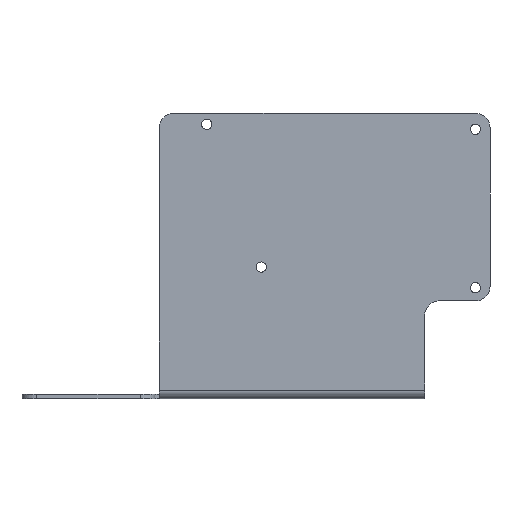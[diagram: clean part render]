
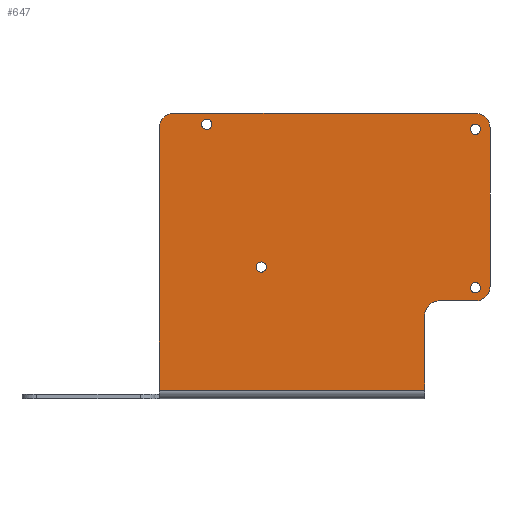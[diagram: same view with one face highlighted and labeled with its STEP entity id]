
A CAD part, front view. The second image highlights one B-rep face of the part: STEP entity #647.
In plain terms, the highlighted planar face has unit normal (0, -1, 0).
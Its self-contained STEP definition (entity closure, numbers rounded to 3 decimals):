
#19=FACE_BOUND('',#97,.T.);
#20=FACE_BOUND('',#98,.T.);
#21=FACE_BOUND('',#99,.T.);
#22=FACE_BOUND('',#100,.T.);
#36=PLANE('',#714);
#62=FACE_OUTER_BOUND('',#96,.T.);
#96=EDGE_LOOP('',(#482,#483,#484,#485,#486,#487,#488,#489,#490,#491));
#97=EDGE_LOOP('',(#492));
#98=EDGE_LOOP('',(#493));
#99=EDGE_LOOP('',(#494));
#100=EDGE_LOOP('',(#495));
#141=LINE('',#996,#199);
#145=LINE('',#1008,#203);
#149=LINE('',#1022,#207);
#152=LINE('',#1035,#210);
#153=LINE('',#1037,#211);
#154=LINE('',#1038,#212);
#199=VECTOR('',#798,10.);
#203=VECTOR('',#810,10.);
#207=VECTOR('',#822,10.);
#210=VECTOR('',#839,10.);
#211=VECTOR('',#840,10.);
#212=VECTOR('',#841,2.16);
#251=CIRCLE('',#689,1.75);
#253=CIRCLE('',#692,1.75);
#255=CIRCLE('',#695,1.75);
#257=CIRCLE('',#698,1.75);
#259=CIRCLE('',#702,5.);
#261=CIRCLE('',#706,5.);
#262=CIRCLE('',#709,5.);
#264=CIRCLE('',#712,5.);
#287=VERTEX_POINT('',#967);
#289=VERTEX_POINT('',#973);
#291=VERTEX_POINT('',#979);
#293=VERTEX_POINT('',#985);
#295=VERTEX_POINT('',#990);
#297=VERTEX_POINT('',#994);
#299=VERTEX_POINT('',#1000);
#301=VERTEX_POINT('',#1006);
#304=VERTEX_POINT('',#1013);
#305=VERTEX_POINT('',#1015);
#306=VERTEX_POINT('',#1019);
#308=VERTEX_POINT('',#1028);
#310=VERTEX_POINT('',#1034);
#311=VERTEX_POINT('',#1036);
#348=EDGE_CURVE('',#287,#287,#251,.T.);
#351=EDGE_CURVE('',#289,#289,#253,.T.);
#354=EDGE_CURVE('',#291,#291,#255,.T.);
#357=EDGE_CURVE('',#293,#293,#257,.T.);
#361=EDGE_CURVE('',#295,#297,#141,.T.);
#364=EDGE_CURVE('',#299,#297,#259,.T.);
#367=EDGE_CURVE('',#301,#299,#145,.T.);
#370=EDGE_CURVE('',#304,#305,#261,.T.);
#373=EDGE_CURVE('',#304,#306,#149,.T.);
#375=EDGE_CURVE('',#295,#306,#262,.T.);
#377=EDGE_CURVE('',#308,#301,#264,.T.);
#380=EDGE_CURVE('',#308,#310,#152,.T.);
#381=EDGE_CURVE('',#310,#311,#153,.T.);
#382=EDGE_CURVE('',#311,#305,#154,.T.);
#482=ORIENTED_EDGE('',*,*,#375,.F.);
#483=ORIENTED_EDGE('',*,*,#361,.T.);
#484=ORIENTED_EDGE('',*,*,#364,.F.);
#485=ORIENTED_EDGE('',*,*,#367,.F.);
#486=ORIENTED_EDGE('',*,*,#377,.F.);
#487=ORIENTED_EDGE('',*,*,#380,.T.);
#488=ORIENTED_EDGE('',*,*,#381,.T.);
#489=ORIENTED_EDGE('',*,*,#382,.T.);
#490=ORIENTED_EDGE('',*,*,#370,.F.);
#491=ORIENTED_EDGE('',*,*,#373,.T.);
#492=ORIENTED_EDGE('',*,*,#348,.T.);
#493=ORIENTED_EDGE('',*,*,#351,.T.);
#494=ORIENTED_EDGE('',*,*,#354,.T.);
#495=ORIENTED_EDGE('',*,*,#357,.T.);
#647=ADVANCED_FACE('',(#62,#19,#20,#21,#22),#36,.T.);
#689=AXIS2_PLACEMENT_3D('',#969,#770,#771);
#692=AXIS2_PLACEMENT_3D('',#975,#777,#778);
#695=AXIS2_PLACEMENT_3D('',#981,#784,#785);
#698=AXIS2_PLACEMENT_3D('',#987,#791,#792);
#702=AXIS2_PLACEMENT_3D('',#1002,#804,#805);
#706=AXIS2_PLACEMENT_3D('',#1016,#816,#817);
#709=AXIS2_PLACEMENT_3D('',#1025,#826,#827);
#712=AXIS2_PLACEMENT_3D('',#1029,#832,#833);
#714=AXIS2_PLACEMENT_3D('',#1033,#837,#838);
#770=DIRECTION('center_axis',(0.,1.,0.));
#771=DIRECTION('ref_axis',(1.,0.,0.));
#777=DIRECTION('center_axis',(0.,1.,0.));
#778=DIRECTION('ref_axis',(1.,0.,0.));
#784=DIRECTION('center_axis',(0.,1.,0.));
#785=DIRECTION('ref_axis',(1.,0.,0.));
#791=DIRECTION('center_axis',(0.,1.,0.));
#792=DIRECTION('ref_axis',(1.,0.,0.));
#798=DIRECTION('',(0.,0.,1.));
#804=DIRECTION('center_axis',(0.,1.,0.));
#805=DIRECTION('ref_axis',(0.707,0.,0.707));
#810=DIRECTION('',(1.,0.,0.));
#816=DIRECTION('center_axis',(0.,-1.,0.));
#817=DIRECTION('ref_axis',(-0.707,0.,0.707));
#822=DIRECTION('',(1.,0.,0.));
#826=DIRECTION('center_axis',(0.,1.,0.));
#827=DIRECTION('ref_axis',(0.707,0.,-0.707));
#832=DIRECTION('center_axis',(0.,1.,0.));
#833=DIRECTION('ref_axis',(-0.707,0.,0.707));
#837=DIRECTION('center_axis',(0.,-1.,0.));
#838=DIRECTION('ref_axis',(-1.,0.,0.));
#839=DIRECTION('',(0.,0.,-1.));
#840=DIRECTION('',(1.,0.,0.));
#841=DIRECTION('',(0.,0.,1.));
#967=CARTESIAN_POINT('',(448.247,93.779,22.7));
#969=CARTESIAN_POINT('Origin',(449.997,93.779,22.7));
#973=CARTESIAN_POINT('',(374.747,93.779,29.8));
#975=CARTESIAN_POINT('Origin',(376.497,93.779,29.8));
#979=CARTESIAN_POINT('',(448.247,93.779,77.1));
#981=CARTESIAN_POINT('Origin',(449.997,93.779,77.1));
#985=CARTESIAN_POINT('',(356.047,93.779,78.8));
#987=CARTESIAN_POINT('Origin',(357.797,93.779,78.8));
#990=CARTESIAN_POINT('',(454.997,93.779,23.2));
#994=CARTESIAN_POINT('',(454.997,93.779,77.603));
#996=CARTESIAN_POINT('',(454.997,93.779,66.503));
#1000=CARTESIAN_POINT('',(449.997,93.779,82.603));
#1002=CARTESIAN_POINT('Origin',(449.997,93.779,77.603));
#1006=CARTESIAN_POINT('',(346.497,93.779,82.603));
#1008=CARTESIAN_POINT('',(432.6,93.779,82.603));
#1013=CARTESIAN_POINT('',(437.6,93.779,18.2));
#1015=CARTESIAN_POINT('',(432.6,93.779,13.2));
#1016=CARTESIAN_POINT('Origin',(437.6,93.779,13.2));
#1019=CARTESIAN_POINT('',(449.997,93.779,18.2));
#1022=CARTESIAN_POINT('',(432.6,93.779,18.2));
#1025=CARTESIAN_POINT('Origin',(449.997,93.779,23.2));
#1028=CARTESIAN_POINT('',(341.497,93.779,77.603));
#1029=CARTESIAN_POINT('Origin',(346.497,93.779,77.603));
#1033=CARTESIAN_POINT('Origin',(387.048,93.779,33.407));
#1034=CARTESIAN_POINT('',(341.497,93.779,-12.397));
#1035=CARTESIAN_POINT('',(341.497,93.779,-12.397));
#1036=CARTESIAN_POINT('',(432.6,93.779,-12.397));
#1037=CARTESIAN_POINT('',(387.048,93.779,-12.397));
#1038=CARTESIAN_POINT('',(432.6,93.779,-19.182));
